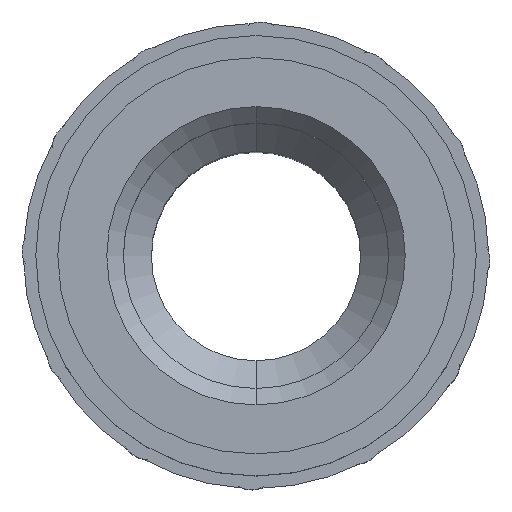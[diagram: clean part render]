
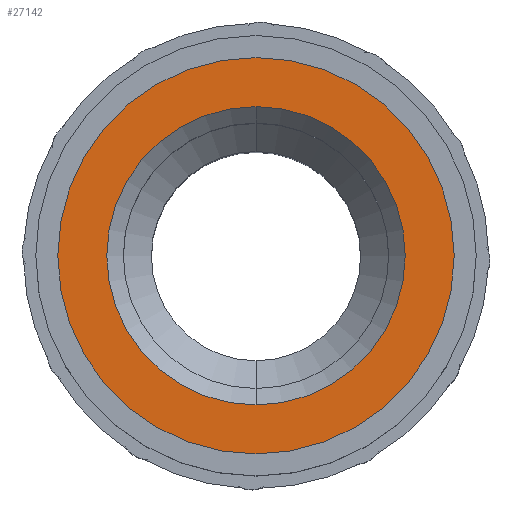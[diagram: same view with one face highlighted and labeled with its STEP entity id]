
A CAD part, top view. The second image highlights one B-rep face of the part: STEP entity #27142.
In plain terms, the highlighted face is planar.
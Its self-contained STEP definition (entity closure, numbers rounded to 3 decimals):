
#5803=CARTESIAN_POINT('',(0.,-16.,0.));
#5804=DIRECTION('',(0.,1.,0.));
#5805=DIRECTION('',(0.,0.,-1.));
#5806=AXIS2_PLACEMENT_3D('',#5803,#5804,#5805);
#5808=CARTESIAN_POINT('',(0.,-16.,0.));
#5809=DIRECTION('',(0.,1.,0.));
#5810=DIRECTION('',(0.,0.,1.));
#5811=AXIS2_PLACEMENT_3D('',#5808,#5809,#5810);
#5813=CARTESIAN_POINT('',(0.,-16.,0.));
#5814=DIRECTION('',(0.,1.,0.));
#5815=DIRECTION('',(-1.,0.,0.));
#5816=AXIS2_PLACEMENT_3D('',#5813,#5814,#5815);
#5818=CARTESIAN_POINT('',(0.,-16.,0.));
#5819=DIRECTION('',(0.,1.,0.));
#5820=DIRECTION('',(1.,0.,0.));
#5821=AXIS2_PLACEMENT_3D('',#5818,#5819,#5820);
#19471=CARTESIAN_POINT('',(0.,-16.,-13.55));
#19472=CARTESIAN_POINT('',(0.,-16.,13.55));
#19473=VERTEX_POINT('',#19471);
#19474=VERTEX_POINT('',#19472);
#19483=CARTESIAN_POINT('',(-18.,-16.,0.));
#19484=CARTESIAN_POINT('',(18.,-16.,0.));
#19485=VERTEX_POINT('',#19483);
#19486=VERTEX_POINT('',#19484);
#27126=CARTESIAN_POINT('',(0.,-16.,0.));
#27127=DIRECTION('',(0.,1.,0.));
#27128=DIRECTION('',(1.,0.,0.));
#27129=AXIS2_PLACEMENT_3D('',#27126,#27127,#27128);
#27130=PLANE('',#27129);
#27132=ORIENTED_EDGE('',*,*,#27131,.T.);
#27133=ORIENTED_EDGE('',*,*,#27116,.T.);
#27134=EDGE_LOOP('',(#27132,#27133));
#27135=FACE_OUTER_BOUND('',#27134,.F.);
#27137=ORIENTED_EDGE('',*,*,#27136,.F.);
#27139=ORIENTED_EDGE('',*,*,#27138,.F.);
#27140=EDGE_LOOP('',(#27137,#27139));
#27141=FACE_BOUND('',#27140,.F.);
#27142=ADVANCED_FACE('',(#27135,#27141),#27130,.F.);
#5807=CIRCLE('',#5806,13.55);
#5812=CIRCLE('',#5811,13.55);
#5817=CIRCLE('',#5816,18.);
#5822=CIRCLE('',#5821,18.);
#27116=EDGE_CURVE('',#19486,#19485,#5822,.T.);
#27131=EDGE_CURVE('',#19485,#19486,#5817,.T.);
#27136=EDGE_CURVE('',#19473,#19474,#5807,.T.);
#27138=EDGE_CURVE('',#19474,#19473,#5812,.T.);
